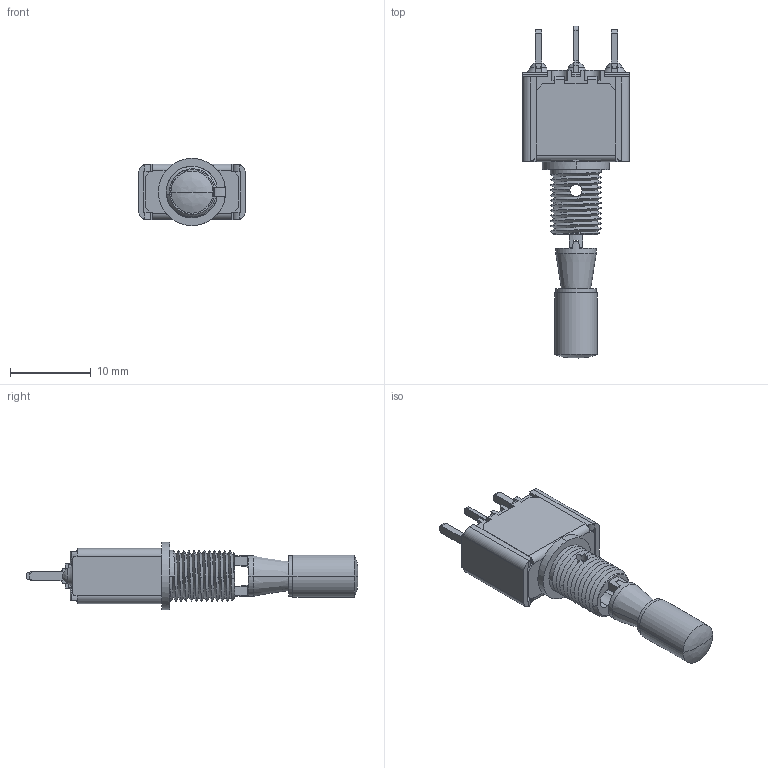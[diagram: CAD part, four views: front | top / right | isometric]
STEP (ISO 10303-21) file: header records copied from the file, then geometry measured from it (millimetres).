
FILE_DESCRIPTION((''),'2;1');
FILE_NAME('5239_B-3V','2012-06-08T',('francis'),(''),'PRO/ENGINEER BY PARAMETRIC TECHNOLOGY CORPORATION, 2011250','PRO/ENGINEER BY PARAMETRIC TECHNOLOGY CORPORATION, 2011250','');
FILE_SCHEMA(('CONFIG_CONTROL_DESIGN'));
Length unit declared in the file: millimetre
Products named in the file (1): 5239_B-3V
Bounding box: 13.2 x 40.99 x 8.29 mm (x, y, z)
Volume: 888.4 mm3; surface area: 2301.4 mm2
Topology: 2 solids, 2 shells, 589 faces, 1746 edges, 1095 vertices
Faces by surface type: plane 330, cylinder 125, bspline 97, cone 15, torus 14, sphere 8
Entity records: 34512 total; most frequent: CARTESIAN_POINT 19859, ORIENTED_EDGE 3484, DIRECTION 2473, EDGE_CURVE 1742, VERTEX_POINT 1095, VECTOR 953, LINE 953, AXIS2_PLACEMENT_3D 760
